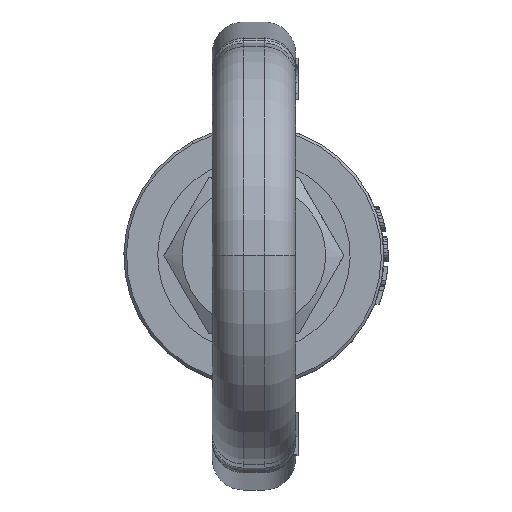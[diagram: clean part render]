
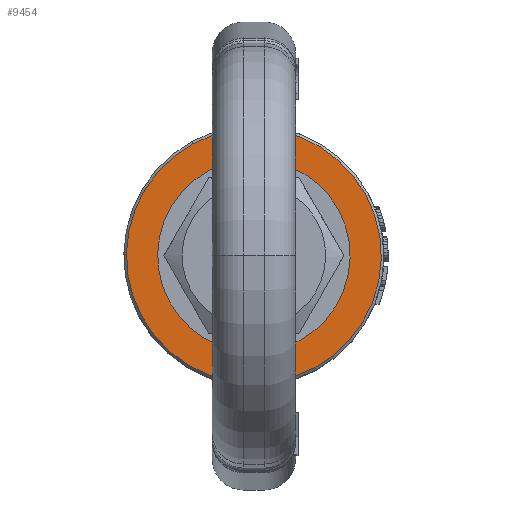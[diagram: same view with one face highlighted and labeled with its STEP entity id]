
A CAD part, top view. The second image highlights one B-rep face of the part: STEP entity #9454.
In plain terms, the highlighted planar face has unit normal (0, 0, 1).
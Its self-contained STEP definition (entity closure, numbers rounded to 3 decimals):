
#9278=CARTESIAN_POINT('Axis2P3D Location',(0.,0.,-38.5)) ;
#9282=CARTESIAN_POINT('Vertex',(11.746,-21.501,-38.5)) ;
#9284=CARTESIAN_POINT('Vertex',(-11.746,21.501,-38.5)) ;
#9304=CARTESIAN_POINT('Axis2P3D Location',(0.,0.,-38.5)) ;
#9427=CARTESIAN_POINT('Axis2P3D Location',(0.,-18.5,-38.5)) ;
#9436=CARTESIAN_POINT('Axis2P3D Location',(0.,0.,-38.5)) ;
#9440=CARTESIAN_POINT('Vertex',(8.869,-16.235,-38.5)) ;
#9442=CARTESIAN_POINT('Vertex',(-8.869,16.235,-38.5)) ;
#9445=CARTESIAN_POINT('Axis2P3D Location',(0.,0.,-38.5)) ;
#9279=DIRECTION('Axis2P3D Direction',(0.,0.,-1.)) ;
#9305=DIRECTION('Axis2P3D Direction',(0.,0.,-1.)) ;
#9428=DIRECTION('Axis2P3D Direction',(0.,0.,1.)) ;
#9429=DIRECTION('Axis2P3D XDirection',(1.,0.,0.)) ;
#9437=DIRECTION('Axis2P3D Direction',(0.,0.,1.)) ;
#9446=DIRECTION('Axis2P3D Direction',(0.,0.,1.)) ;
#9280=AXIS2_PLACEMENT_3D('Circle Axis2P3D',#9278,#9279,$) ;
#9306=AXIS2_PLACEMENT_3D('Circle Axis2P3D',#9304,#9305,$) ;
#9430=AXIS2_PLACEMENT_3D('Plane Axis2P3D',#9427,#9428,#9429) ;
#9438=AXIS2_PLACEMENT_3D('Circle Axis2P3D',#9436,#9437,$) ;
#9447=AXIS2_PLACEMENT_3D('Circle Axis2P3D',#9445,#9446,$) ;
#9433=ORIENTED_EDGE('',*,*,#9308,.T.) ;
#9434=ORIENTED_EDGE('',*,*,#9286,.T.) ;
#9451=ORIENTED_EDGE('',*,*,#9444,.F.) ;
#9452=ORIENTED_EDGE('',*,*,#9449,.F.) ;
#9453=FACE_BOUND('',#9450,.T.) ;
#9454=ADVANCED_FACE('\X2\672C9AD4\X0\.2',(#9435,#9453),#9431,.T.) ;
#9281=CIRCLE('generated circle',#9280,24.5) ;
#9307=CIRCLE('generated circle',#9306,24.5) ;
#9439=CIRCLE('generated circle',#9438,18.5) ;
#9448=CIRCLE('generated circle',#9447,18.5) ;
#9286=EDGE_CURVE('',#9283,#9285,#9281,.F.) ;
#9308=EDGE_CURVE('',#9285,#9283,#9307,.F.) ;
#9444=EDGE_CURVE('',#9441,#9443,#9439,.T.) ;
#9449=EDGE_CURVE('',#9443,#9441,#9448,.T.) ;
#9432=EDGE_LOOP('',(#9433,#9434)) ;
#9450=EDGE_LOOP('',(#9451,#9452)) ;
#9435=FACE_OUTER_BOUND('',#9432,.T.) ;
#9431=PLANE('',#9430) ;
#9283=VERTEX_POINT('',#9282) ;
#9285=VERTEX_POINT('',#9284) ;
#9441=VERTEX_POINT('',#9440) ;
#9443=VERTEX_POINT('',#9442) ;
